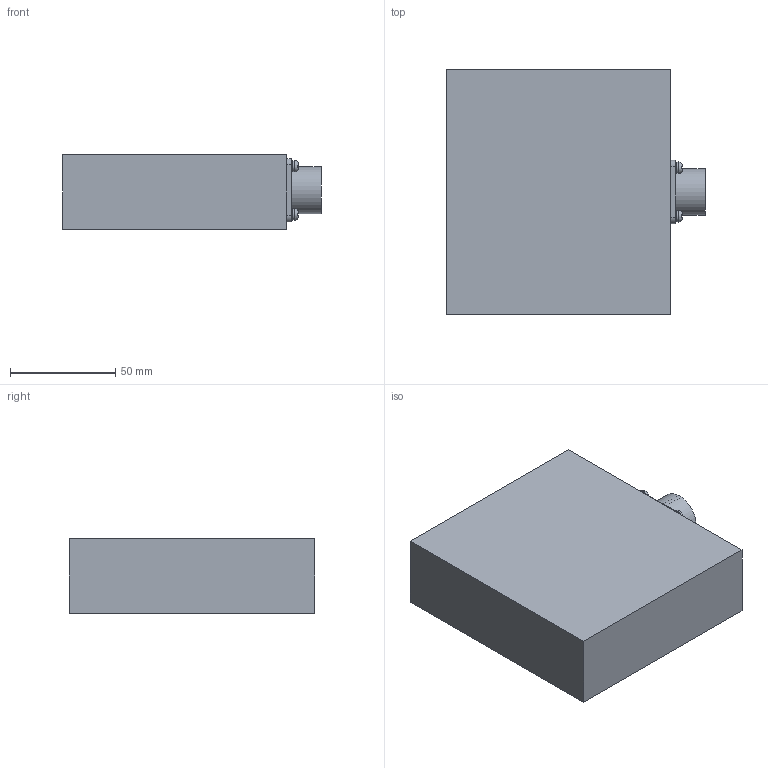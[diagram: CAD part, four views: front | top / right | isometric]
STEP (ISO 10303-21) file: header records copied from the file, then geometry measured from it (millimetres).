
FILE_DESCRIPTION(/* description */ ('Unknown'),/* implementation_level */ '2;1');
FILE_NAME(/* name */ 'M6242001',/* time_stamp */ '2020-05-06T14:15:55-04:00',/* author */ ('Unknown'),/* organization */ ('Unknown'),/* preprocessor_version */ 'ST-DEVELOPER v16.7',/* originating_system */ 'DEX',/* authorisation */ $);
FILE_SCHEMA (('CONFIG_CONTROL_DESIGN'));
Length unit declared in the file: millimetre
Products named in the file (7): M6242001; MAIN BODY; HEAD4-40-12; MS51957-12; MS35338-134; NAS620C4; MS3102E14S-6P
Assembly tree (9 placements, depth 3):
  M6242001
    MAIN BODY
    HEAD4-40-12  x4
      MS51957-12
      MS35338-134
      NAS620C4
    MS3102E14S-6P
Bounding box: 123.06 x 116.84 x 35.56 mm (x, y, z)
Volume: 450200 mm3; surface area: 46775.5 mm2
Topology: 14 solids, 14 shells, 174 faces, 410 edges, 275 vertices
Faces by surface type: plane 122, cylinder 43, cone 5, torus 4
Full cylindrical faces by diameter (mm): 2.156 x4, 2.844 x4, 2.95 x4, 3.05 x4, 3.505 x4, 5.309 x4, 5.563 x4, 19.05 x1, 22.225 x1
Entity records: 2950 total; most frequent: CARTESIAN_POINT 626, DIRECTION 366, ORIENTED_EDGE 290, EDGE_CURVE 145, AXIS2_PLACEMENT_3D 145, FACE_BOUND 124, EDGE_LOOP 120, VERTEX_POINT 113
